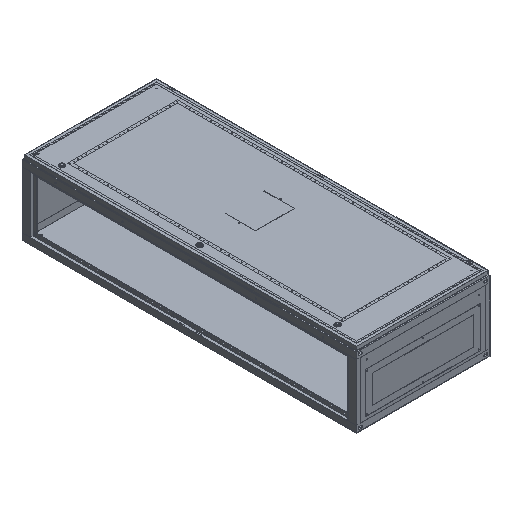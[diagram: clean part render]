
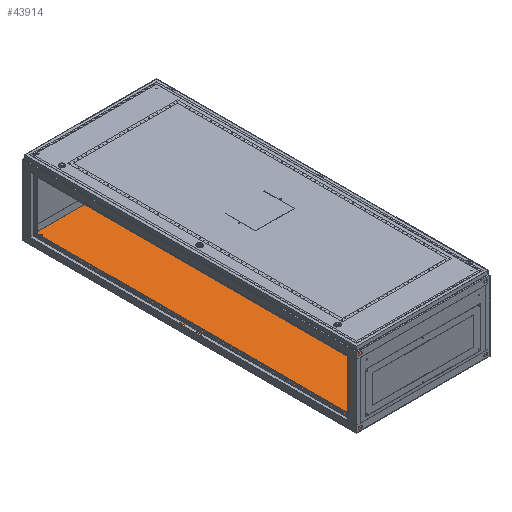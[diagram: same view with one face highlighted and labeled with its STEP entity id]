
A CAD part, isometric view. The second image highlights one B-rep face of the part: STEP entity #43914.
In plain terms, the highlighted planar face has unit normal (0, 0, 1).
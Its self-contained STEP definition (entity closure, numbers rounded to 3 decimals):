
#582 = CARTESIAN_POINT ( 'NONE',  ( -325., 40., -208.5 ) ) ;
#1005 = ORIENTED_EDGE ( 'NONE', *, *, #90798, .F. ) ;
#3427 = EDGE_CURVE ( 'NONE', #62498, #50899, #46944, .T. ) ;
#3731 = CARTESIAN_POINT ( 'NONE',  ( 325., 1959., -208.5 ) ) ;
#4639 = ORIENTED_EDGE ( 'NONE', *, *, #106111, .F. ) ;
#4960 = AXIS2_PLACEMENT_3D ( 'NONE', #3731, #38677, #11610 ) ;
#5197 = EDGE_LOOP ( 'NONE', ( #17817, #86481 ) ) ;
#6976 = EDGE_CURVE ( 'NONE', #69156, #108055, #106123, .T. ) ;
#7255 = EDGE_LOOP ( 'NONE', ( #50860, #4639 ) ) ;
#8566 = CIRCLE ( 'NONE', #4960, 3. ) ;
#8611 = AXIS2_PLACEMENT_3D ( 'NONE', #29802, #48392, #38293 ) ;
#9462 = LINE ( 'NONE', #60816, #108538 ) ;
#10037 = VERTEX_POINT ( 'NONE', #106616 ) ;
#10306 = ORIENTED_EDGE ( 'NONE', *, *, #6976, .T. ) ;
#10613 = EDGE_CURVE ( 'NONE', #13489, #57049, #70588, .T. ) ;
#11610 = DIRECTION ( 'NONE',  ( -1., 0., 0. ) ) ;
#12229 = VERTEX_POINT ( 'NONE', #105666 ) ;
#13489 = VERTEX_POINT ( 'NONE', #88182 ) ;
#13716 = DIRECTION ( 'NONE',  ( 0., 0., 1. ) ) ;
#14246 = DIRECTION ( 'NONE',  ( 1., 0., 0. ) ) ;
#14299 = EDGE_CURVE ( 'NONE', #58105, #12229, #19706, .T. ) ;
#14385 = LINE ( 'NONE', #101816, #35219 ) ;
#15001 = CARTESIAN_POINT ( 'NONE',  ( -325., 1959., -208.5 ) ) ;
#17817 = ORIENTED_EDGE ( 'NONE', *, *, #49059, .F. ) ;
#19706 = CIRCLE ( 'NONE', #57493, 3. ) ;
#21902 = AXIS2_PLACEMENT_3D ( 'NONE', #15001, #92852, #57314 ) ;
#24767 = VERTEX_POINT ( 'NONE', #55519 ) ;
#25352 = DIRECTION ( 'NONE',  ( -1., 0., 0. ) ) ;
#28157 = VERTEX_POINT ( 'NONE', #59993 ) ;
#29353 = CARTESIAN_POINT ( 'NONE',  ( -398.5, 1.5, -208.5 ) ) ;
#29802 = CARTESIAN_POINT ( 'NONE',  ( 325., 40., -208.5 ) ) ;
#31236 = EDGE_LOOP ( 'NONE', ( #42454, #56126 ) ) ;
#31535 = CARTESIAN_POINT ( 'NONE',  ( -325., 1959., -208.5 ) ) ;
#32545 = CARTESIAN_POINT ( 'NONE',  ( 322., 40., -208.5 ) ) ;
#32647 = PLANE ( 'NONE',  #104077 ) ;
#32888 = DIRECTION ( 'NONE',  ( 0., 0., 1. ) ) ;
#34158 = EDGE_LOOP ( 'NONE', ( #39861, #75986 ) ) ;
#35219 = VECTOR ( 'NONE', #100698, 1000. ) ;
#38293 = DIRECTION ( 'NONE',  ( -1., 0., 0. ) ) ;
#38677 = DIRECTION ( 'NONE',  ( 0., 0., 1. ) ) ;
#39861 = ORIENTED_EDGE ( 'NONE', *, *, #109102, .F. ) ;
#40842 = EDGE_CURVE ( 'NONE', #10037, #24767, #56947, .T. ) ;
#41125 = DIRECTION ( 'NONE',  ( -1., 0., 0. ) ) ;
#41311 = CARTESIAN_POINT ( 'NONE',  ( -398.5, 1997.5, -208.5 ) ) ;
#42214 = FACE_BOUND ( 'NONE', #34158, .T. ) ;
#42454 = ORIENTED_EDGE ( 'NONE', *, *, #53536, .F. ) ;
#42742 = DIRECTION ( 'NONE',  ( 0., -1., 0. ) ) ;
#43914 = ADVANCED_FACE ( 'NONE', ( #58046, #67664, #109383, #42214, #91894 ), #32647, .F. ) ;
#45164 = AXIS2_PLACEMENT_3D ( 'NONE', #110207, #32888, #101724 ) ;
#45666 = EDGE_LOOP ( 'NONE', ( #10306, #67784, #1005, #104839 ) ) ;
#46944 = CIRCLE ( 'NONE', #45164, 3. ) ;
#46997 = LINE ( 'NONE', #100553, #111580 ) ;
#47391 = DIRECTION ( 'NONE',  ( 1., 0., 0. ) ) ;
#48392 = DIRECTION ( 'NONE',  ( 0., 0., 1. ) ) ;
#48977 = CIRCLE ( 'NONE', #106681, 3. ) ;
#49006 = DIRECTION ( 'NONE',  ( -1., 0., 0. ) ) ;
#49059 = EDGE_CURVE ( 'NONE', #50899, #62498, #73543, .T. ) ;
#50860 = ORIENTED_EDGE ( 'NONE', *, *, #10613, .F. ) ;
#50899 = VERTEX_POINT ( 'NONE', #32545 ) ;
#53423 = CARTESIAN_POINT ( 'NONE',  ( -322., 40., -208.5 ) ) ;
#53536 = EDGE_CURVE ( 'NONE', #12229, #58105, #86837, .T. ) ;
#55519 = CARTESIAN_POINT ( 'NONE',  ( 322., 1959., -208.5 ) ) ;
#56030 = VECTOR ( 'NONE', #47391, 1000. ) ;
#56126 = ORIENTED_EDGE ( 'NONE', *, *, #14299, .F. ) ;
#56589 = DIRECTION ( 'NONE',  ( -1., 0., 0. ) ) ;
#56947 = CIRCLE ( 'NONE', #71404, 3. ) ;
#57049 = VERTEX_POINT ( 'NONE', #87684 ) ;
#57314 = DIRECTION ( 'NONE',  ( -1., 0., 0. ) ) ;
#57493 = AXIS2_PLACEMENT_3D ( 'NONE', #582, #13716, #56589 ) ;
#58046 = FACE_BOUND ( 'NONE', #5197, .T. ) ;
#58105 = VERTEX_POINT ( 'NONE', #53423 ) ;
#59993 = CARTESIAN_POINT ( 'NONE',  ( 398.5, 1997.5, -208.5 ) ) ;
#60816 = CARTESIAN_POINT ( 'NONE',  ( -398.5, 1997.5, -208.5 ) ) ;
#62498 = VERTEX_POINT ( 'NONE', #93092 ) ;
#63489 = AXIS2_PLACEMENT_3D ( 'NONE', #93638, #110578, #25352 ) ;
#64820 = EDGE_CURVE ( 'NONE', #28157, #108055, #14385, .T. ) ;
#65994 = DIRECTION ( 'NONE',  ( 0., 0., 1. ) ) ;
#67664 = FACE_BOUND ( 'NONE', #7255, .T. ) ;
#67784 = ORIENTED_EDGE ( 'NONE', *, *, #64820, .F. ) ;
#69156 = VERTEX_POINT ( 'NONE', #88039 ) ;
#70588 = CIRCLE ( 'NONE', #21902, 3. ) ;
#71404 = AXIS2_PLACEMENT_3D ( 'NONE', #106171, #95462, #96019 ) ;
#73543 = CIRCLE ( 'NONE', #8611, 3. ) ;
#74979 = DIRECTION ( 'NONE',  ( 0., 0., -1. ) ) ;
#75986 = ORIENTED_EDGE ( 'NONE', *, *, #40842, .F. ) ;
#79295 = EDGE_CURVE ( 'NONE', #84600, #69156, #9462, .T. ) ;
#84600 = VERTEX_POINT ( 'NONE', #41311 ) ;
#86481 = ORIENTED_EDGE ( 'NONE', *, *, #3427, .F. ) ;
#86837 = CIRCLE ( 'NONE', #63489, 3. ) ;
#87684 = CARTESIAN_POINT ( 'NONE',  ( -322., 1959., -208.5 ) ) ;
#88039 = CARTESIAN_POINT ( 'NONE',  ( -398.5, 1.5, -208.5 ) ) ;
#88182 = CARTESIAN_POINT ( 'NONE',  ( -328., 1959., -208.5 ) ) ;
#90798 = EDGE_CURVE ( 'NONE', #84600, #28157, #46997, .T. ) ;
#91894 = FACE_BOUND ( 'NONE', #31236, .T. ) ;
#92852 = DIRECTION ( 'NONE',  ( 0., 0., 1. ) ) ;
#93092 = CARTESIAN_POINT ( 'NONE',  ( 328., 40., -208.5 ) ) ;
#93638 = CARTESIAN_POINT ( 'NONE',  ( -325., 40., -208.5 ) ) ;
#95462 = DIRECTION ( 'NONE',  ( 0., 0., 1. ) ) ;
#96019 = DIRECTION ( 'NONE',  ( -1., 0., 0. ) ) ;
#100553 = CARTESIAN_POINT ( 'NONE',  ( -398.5, 1997.5, -208.5 ) ) ;
#100674 = CARTESIAN_POINT ( 'NONE',  ( 398.5, 1.5, -208.5 ) ) ;
#100698 = DIRECTION ( 'NONE',  ( 0., -1., 0. ) ) ;
#101724 = DIRECTION ( 'NONE',  ( -1., 0., 0. ) ) ;
#101816 = CARTESIAN_POINT ( 'NONE',  ( 398.5, 1997.5, -208.5 ) ) ;
#104077 = AXIS2_PLACEMENT_3D ( 'NONE', #110512, #74979, #49006 ) ;
#104839 = ORIENTED_EDGE ( 'NONE', *, *, #79295, .T. ) ;
#105666 = CARTESIAN_POINT ( 'NONE',  ( -328., 40., -208.5 ) ) ;
#106111 = EDGE_CURVE ( 'NONE', #57049, #13489, #48977, .T. ) ;
#106123 = LINE ( 'NONE', #29353, #56030 ) ;
#106171 = CARTESIAN_POINT ( 'NONE',  ( 325., 1959., -208.5 ) ) ;
#106616 = CARTESIAN_POINT ( 'NONE',  ( 328., 1959., -208.5 ) ) ;
#106681 = AXIS2_PLACEMENT_3D ( 'NONE', #31535, #65994, #41125 ) ;
#108055 = VERTEX_POINT ( 'NONE', #100674 ) ;
#108538 = VECTOR ( 'NONE', #42742, 1000. ) ;
#109102 = EDGE_CURVE ( 'NONE', #24767, #10037, #8566, .T. ) ;
#109383 = FACE_OUTER_BOUND ( 'NONE', #45666, .T. ) ;
#110207 = CARTESIAN_POINT ( 'NONE',  ( 325., 40., -208.5 ) ) ;
#110512 = CARTESIAN_POINT ( 'NONE',  ( -398.5, 1997.5, -208.5 ) ) ;
#110578 = DIRECTION ( 'NONE',  ( 0., 0., 1. ) ) ;
#111580 = VECTOR ( 'NONE', #14246, 1000. ) ;
